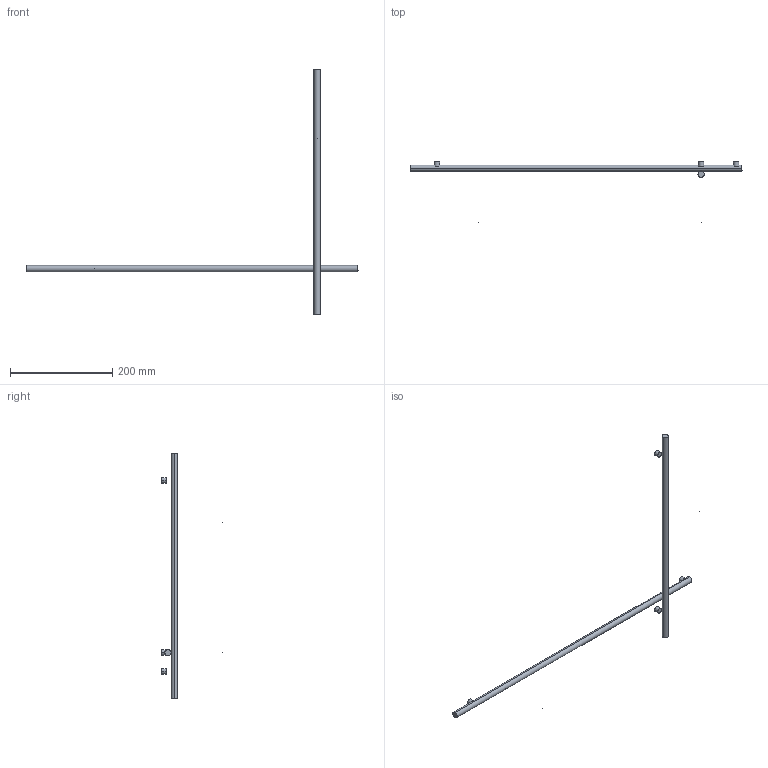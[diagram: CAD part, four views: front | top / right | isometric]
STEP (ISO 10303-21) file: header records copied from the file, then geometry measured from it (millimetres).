
FILE_DESCRIPTION(/* description */ (''),/* implementation_level */ '2;1');
FILE_NAME(/* name */ '174417~1',/* time_stamp */ '2020-11-06T11:09:53+01:00',/* author */ (''),/* organization */ (''),/* preprocessor_version */ 'ST-DEVELOPER v16.5',/* originating_system */ '',/* authorisation */ '');
FILE_SCHEMA (('AUTOMOTIVE_DESIGN'));
Length unit declared in the file: millimetre
Products named in the file (1): Document
Bounding box: 650 x 118.48 x 480 mm (x, y, z)
Volume: 2434696.9 mm3; surface area: 154417.9 mm2
Topology: 8 solids, 8 shells, 28 faces, 68 edges, 60 vertices
Faces by surface type: bspline 16, plane 12
Entity records: 1382 total; most frequent: CARTESIAN_POINT 905, ORIENTED_EDGE 80, EDGE_CURVE 40, ADVANCED_FACE 28, FACE_OUTER_BOUND 28, EDGE_LOOP 28, VERTEX_POINT 28, PRESENTATION_LAYER_ASSIGNMENT 28
